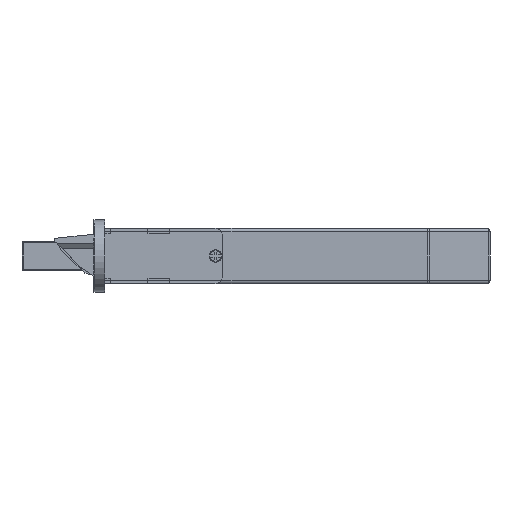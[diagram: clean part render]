
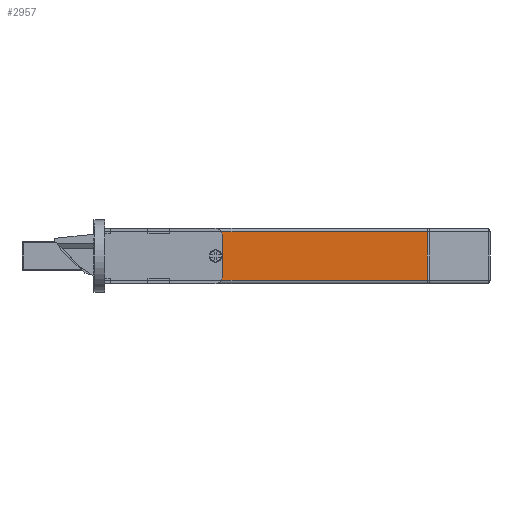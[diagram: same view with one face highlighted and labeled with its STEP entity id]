
A CAD part, front view. The second image highlights one B-rep face of the part: STEP entity #2957.
In plain terms, the highlighted planar face has unit normal (0, -1, 0).
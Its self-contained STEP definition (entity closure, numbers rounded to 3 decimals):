
#52 = VECTOR ( 'NONE', #4451, 1000. ) ;
#100 = FACE_OUTER_BOUND ( 'NONE', #3768, .T. ) ;
#345 = EDGE_CURVE ( 'NONE', #5161, #2272, #4754, .T. ) ;
#753 = AXIS2_PLACEMENT_3D ( 'NONE', #2769, #6007, #4305 ) ;
#911 = CARTESIAN_POINT ( 'NONE',  ( 104., -14.7, -0.75 ) ) ;
#933 = DIRECTION ( 'NONE',  ( 0., 0., 1. ) ) ;
#983 = EDGE_CURVE ( 'NONE', #4724, #5161, #4562, .T. ) ;
#1001 = AXIS2_PLACEMENT_3D ( 'NONE', #6296, #4771, #7384 ) ;
#1064 = VECTOR ( 'NONE', #933, 1000. ) ;
#1077 = VERTEX_POINT ( 'NONE', #8889 ) ;
#1391 = EDGE_CURVE ( 'NONE', #4724, #2544, #6855, .T. ) ;
#1553 = CARTESIAN_POINT ( 'NONE',  ( 14., -14.7, 12.75 ) ) ;
#1900 = VERTEX_POINT ( 'NONE', #4330 ) ;
#2099 = CARTESIAN_POINT ( 'NONE',  ( 103.586, -14.7, -1.75 ) ) ;
#2272 = VERTEX_POINT ( 'NONE', #5350 ) ;
#2285 = ORIENTED_EDGE ( 'NONE', *, *, #10758, .T. ) ;
#2476 = ORIENTED_EDGE ( 'NONE', *, *, #983, .T. ) ;
#2544 = VERTEX_POINT ( 'NONE', #1553 ) ;
#2657 = VECTOR ( 'NONE', #9574, 1000. ) ;
#2735 = EDGE_CURVE ( 'NONE', #1900, #1077, #5612, .T. ) ;
#2769 = CARTESIAN_POINT ( 'NONE',  ( 44.75, -14.7, 6. ) ) ;
#2957 = ADVANCED_FACE ( 'NONE', ( #6990, #100 ), #4483, .T. ) ;
#3060 = ORIENTED_EDGE ( 'NONE', *, *, #2735, .F. ) ;
#3401 = VECTOR ( 'NONE', #8241, 1000. ) ;
#3721 = CARTESIAN_POINT ( 'NONE',  ( 14., -14.7, 12.75 ) ) ;
#3768 = EDGE_LOOP ( 'NONE', ( #4599, #2476, #5937, #2285 ) ) ;
#4305 = DIRECTION ( 'NONE',  ( 0., 0., -1. ) ) ;
#4330 = CARTESIAN_POINT ( 'NONE',  ( 44.75, -14.7, 7.75 ) ) ;
#4385 = EDGE_LOOP ( 'NONE', ( #10222, #3060 ) ) ;
#4395 = LINE ( 'NONE', #3721, #52 ) ;
#4451 = DIRECTION ( 'NONE',  ( -1., 0., 0. ) ) ;
#4483 = PLANE ( 'NONE',  #4865 ) ;
#4562 = LINE ( 'NONE', #911, #2657 ) ;
#4599 = ORIENTED_EDGE ( 'NONE', *, *, #1391, .F. ) ;
#4724 = VERTEX_POINT ( 'NONE', #8728 ) ;
#4754 = LINE ( 'NONE', #2099, #3401 ) ;
#4771 = DIRECTION ( 'NONE',  ( 0., -1., 0. ) ) ;
#4865 = AXIS2_PLACEMENT_3D ( 'NONE', #7096, #9499, #7958 ) ;
#5161 = VERTEX_POINT ( 'NONE', #8011 ) ;
#5350 = CARTESIAN_POINT ( 'NONE',  ( 103.586, -14.7, 12.75 ) ) ;
#5612 = CIRCLE ( 'NONE', #753, 1.75 ) ;
#5937 = ORIENTED_EDGE ( 'NONE', *, *, #345, .T. ) ;
#6007 = DIRECTION ( 'NONE',  ( 0., -1., 0. ) ) ;
#6296 = CARTESIAN_POINT ( 'NONE',  ( 44.75, -14.7, 6. ) ) ;
#6855 = LINE ( 'NONE', #8641, #1064 ) ;
#6990 = FACE_BOUND ( 'NONE', #4385, .T. ) ;
#7096 = CARTESIAN_POINT ( 'NONE',  ( 14., -14.7, -1.75 ) ) ;
#7384 = DIRECTION ( 'NONE',  ( 0., 0., -1. ) ) ;
#7815 = EDGE_CURVE ( 'NONE', #1077, #1900, #9118, .T. ) ;
#7958 = DIRECTION ( 'NONE',  ( 1., 0., 0. ) ) ;
#8011 = CARTESIAN_POINT ( 'NONE',  ( 103.586, -14.7, -0.75 ) ) ;
#8241 = DIRECTION ( 'NONE',  ( 0., 0., 1. ) ) ;
#8641 = CARTESIAN_POINT ( 'NONE',  ( 14., -14.7, -1.75 ) ) ;
#8728 = CARTESIAN_POINT ( 'NONE',  ( 14., -14.7, -0.75 ) ) ;
#8889 = CARTESIAN_POINT ( 'NONE',  ( 44.75, -14.7, 4.25 ) ) ;
#9118 = CIRCLE ( 'NONE', #1001, 1.75 ) ;
#9499 = DIRECTION ( 'NONE',  ( 0., -1., 0. ) ) ;
#9574 = DIRECTION ( 'NONE',  ( 1., 0., 0. ) ) ;
#10222 = ORIENTED_EDGE ( 'NONE', *, *, #7815, .F. ) ;
#10758 = EDGE_CURVE ( 'NONE', #2272, #2544, #4395, .T. ) ;
